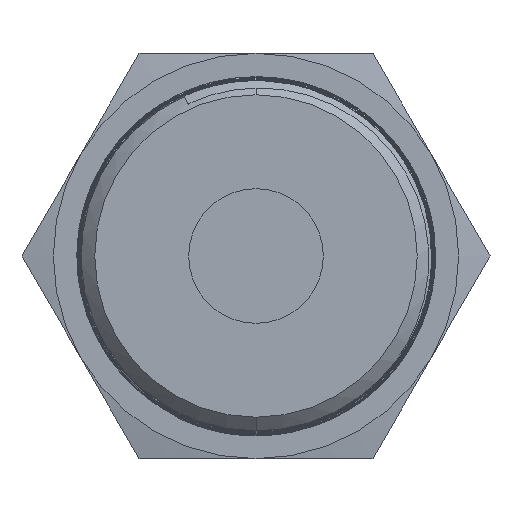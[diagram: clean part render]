
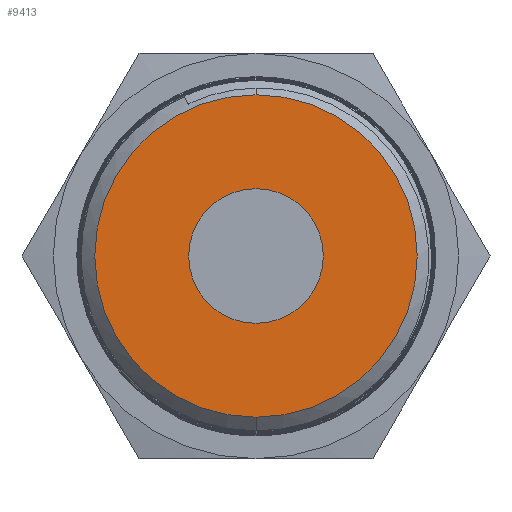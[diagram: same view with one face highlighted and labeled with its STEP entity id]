
A CAD part, front view. The second image highlights one B-rep face of the part: STEP entity #9413.
In plain terms, the highlighted planar face has unit normal (0, -1, 0).
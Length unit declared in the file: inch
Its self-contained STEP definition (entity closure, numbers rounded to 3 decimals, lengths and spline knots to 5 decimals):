
#293 = CARTESIAN_POINT ( 'NONE',  ( 0., -0.39764, 0. ) ) ;
#445 = AXIS2_PLACEMENT_3D ( 'NONE', #8192, #4656, #968 ) ;
#607 = VERTEX_POINT ( 'NONE', #9681 ) ;
#620 = CARTESIAN_POINT ( 'NONE',  ( 0., -0.39764, 0.37588 ) ) ;
#847 = DIRECTION ( 'NONE',  ( 0., -1., 0. ) ) ;
#935 = FACE_OUTER_BOUND ( 'NONE', #1356, .T. ) ;
#968 = DIRECTION ( 'NONE',  ( 0., 0., -1. ) ) ;
#1162 = PLANE ( 'NONE',  #10482 ) ;
#1196 = DIRECTION ( 'NONE',  ( 0., 0., -1. ) ) ;
#1205 = CARTESIAN_POINT ( 'NONE',  ( 0., -0.39764, -0.157 ) ) ;
#1356 = EDGE_LOOP ( 'NONE', ( #11255, #10122 ) ) ;
#1892 = DIRECTION ( 'NONE',  ( 0., -1., 0. ) ) ;
#2084 = DIRECTION ( 'NONE',  ( 0., -1., 0. ) ) ;
#2282 = ORIENTED_EDGE ( 'NONE', *, *, #9643, .F. ) ;
#2510 = EDGE_CURVE ( 'NONE', #3965, #607, #2839, .T. ) ;
#2839 = CIRCLE ( 'NONE', #10780, 0.37588 ) ;
#3198 = EDGE_CURVE ( 'NONE', #607, #3965, #6718, .T. ) ;
#3269 = AXIS2_PLACEMENT_3D ( 'NONE', #293, #5444, #3817 ) ;
#3547 = EDGE_CURVE ( 'NONE', #8588, #8475, #3771, .T. ) ;
#3759 = CARTESIAN_POINT ( 'NONE',  ( 0., -0.39764, 0. ) ) ;
#3771 = CIRCLE ( 'NONE', #445, 0.157 ) ;
#3817 = DIRECTION ( 'NONE',  ( 0., 0., -1. ) ) ;
#3965 = VERTEX_POINT ( 'NONE', #620 ) ;
#4455 = FACE_BOUND ( 'NONE', #4996, .T. ) ;
#4656 = DIRECTION ( 'NONE',  ( 0., -1., 0. ) ) ;
#4996 = EDGE_LOOP ( 'NONE', ( #2282, #5901 ) ) ;
#5419 = CARTESIAN_POINT ( 'NONE',  ( 0., -0.39764, 0. ) ) ;
#5444 = DIRECTION ( 'NONE',  ( 0., -1., 0. ) ) ;
#5901 = ORIENTED_EDGE ( 'NONE', *, *, #3547, .F. ) ;
#6718 = CIRCLE ( 'NONE', #8195, 0.37588 ) ;
#7737 = DIRECTION ( 'NONE',  ( 0., 0., -1. ) ) ;
#8192 = CARTESIAN_POINT ( 'NONE',  ( 0., -0.39764, 0. ) ) ;
#8195 = AXIS2_PLACEMENT_3D ( 'NONE', #11324, #847, #7737 ) ;
#8475 = VERTEX_POINT ( 'NONE', #1205 ) ;
#8588 = VERTEX_POINT ( 'NONE', #10055 ) ;
#9025 = DIRECTION ( 'NONE',  ( 0., 0., -1. ) ) ;
#9413 = ADVANCED_FACE ( 'NONE', ( #935, #4455 ), #1162, .T. ) ;
#9643 = EDGE_CURVE ( 'NONE', #8475, #8588, #9917, .T. ) ;
#9681 = CARTESIAN_POINT ( 'NONE',  ( 0., -0.39764, -0.37588 ) ) ;
#9917 = CIRCLE ( 'NONE', #3269, 0.157 ) ;
#10055 = CARTESIAN_POINT ( 'NONE',  ( 0., -0.39764, 0.157 ) ) ;
#10122 = ORIENTED_EDGE ( 'NONE', *, *, #3198, .T. ) ;
#10482 = AXIS2_PLACEMENT_3D ( 'NONE', #3759, #2084, #9025 ) ;
#10780 = AXIS2_PLACEMENT_3D ( 'NONE', #5419, #1892, #1196 ) ;
#11255 = ORIENTED_EDGE ( 'NONE', *, *, #2510, .T. ) ;
#11324 = CARTESIAN_POINT ( 'NONE',  ( 0., -0.39764, 0. ) ) ;
